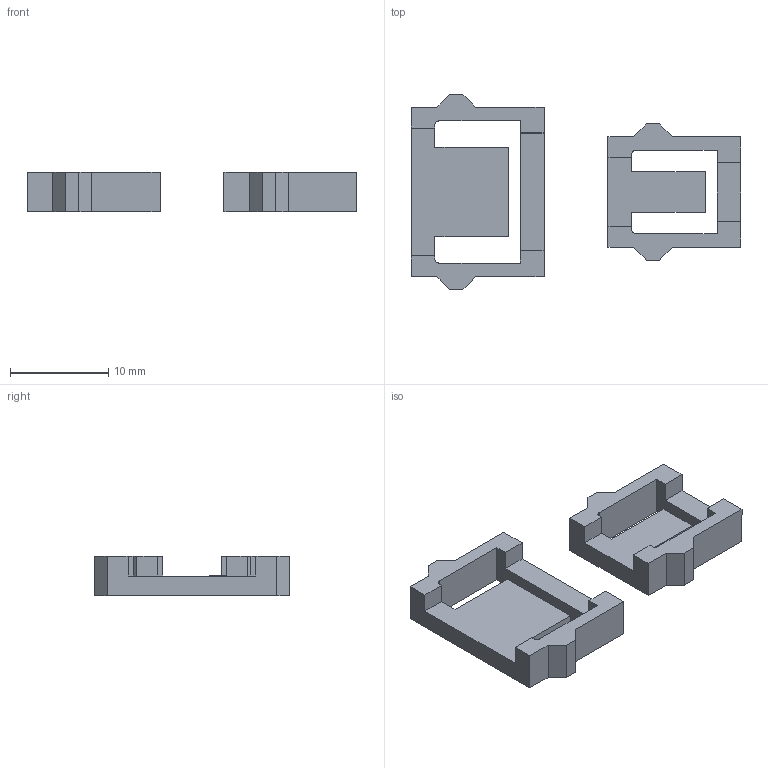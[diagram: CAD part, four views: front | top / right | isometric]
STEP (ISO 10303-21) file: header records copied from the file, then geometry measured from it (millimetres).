
FILE_DESCRIPTION(/* description */ ('STEP AP242','CAx-IF Rec.Pracs.---Representation and Presentation of Product Manufacturing Information (PMI)---4.0---2014-10-13','CAx-IF Rec.Pracs.---3D Tessellated Geometry---0.4---2014-09-14','2;1'),/* implementation_level */ '2;1');
FILE_NAME(/* name */ '2895a7ab-ba21-40a2-a1c8-42feb684c180',/* time_stamp */ '2023-03-09T22:31:58+00:00',/* author */ (''),/* organization */ (''),/* preprocessor_version */ 'ST-DEVELOPER v18.102',/* originating_system */ ' ',/* authorisation */ ' ');
FILE_SCHEMA (('AP242_MANAGED_MODEL_BASED_3D_ENGINEERING_MIM_LF { 1 0 10303 442 1 1 4 }'));
Length unit declared in the file: metre
Products named in the file (2): 2C_clam_shell_left; 4C_clam_shell_left
Bounding box: 33.5 x 19.85 x 4 mm (x, y, z)
Volume: 813.4 mm3; surface area: 1324.2 mm2
Topology: 2 solids, 2 shells, 62 faces, 180 edges, 120 vertices
Faces by surface type: plane 58, cylinder 4
Entity records: 2067 total; most frequent: CARTESIAN_POINT 364, ORIENTED_EDGE 360, DIRECTION 316, EDGE_CURVE 180, LINE 172, VECTOR 172, VERTEX_POINT 120, AXIS2_PLACEMENT_3D 72
